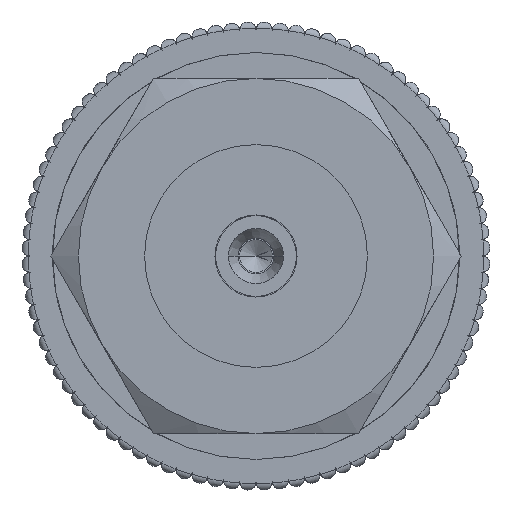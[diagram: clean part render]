
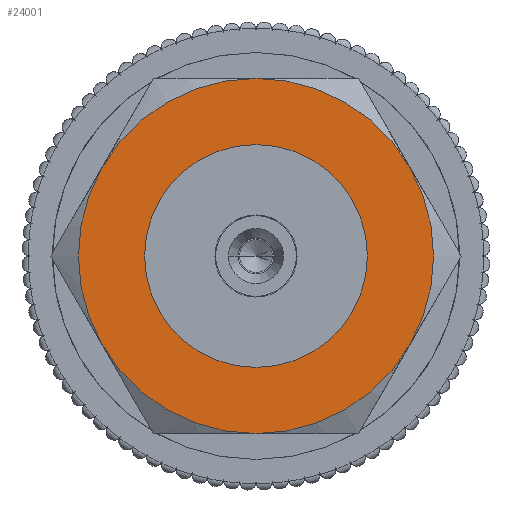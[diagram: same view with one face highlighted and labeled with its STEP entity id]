
A CAD part, left-side view. The second image highlights one B-rep face of the part: STEP entity #24001.
In plain terms, the highlighted planar face has unit normal (-1, 0, 0).
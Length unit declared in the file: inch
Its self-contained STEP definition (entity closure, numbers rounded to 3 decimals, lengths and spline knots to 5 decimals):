
#637 = AXIS2_PLACEMENT_3D ( 'NONE', #20423, #18294, #16281 ) ;
#884 = CARTESIAN_POINT ( 'NONE',  ( 0., 0., 0. ) ) ;
#935 = CARTESIAN_POINT ( 'NONE',  ( 0., 0., 0. ) ) ;
#1312 = DIRECTION ( 'NONE',  ( 1., 0., 0. ) ) ;
#1399 = CARTESIAN_POINT ( 'NONE',  ( 0., 0., 0. ) ) ;
#1916 = CARTESIAN_POINT ( 'NONE',  ( 0., 0.18753, 0.10827 ) ) ;
#2126 = ORIENTED_EDGE ( 'NONE', *, *, #12004, .F. ) ;
#2710 = CARTESIAN_POINT ( 'NONE',  ( 0., 0., 0. ) ) ;
#3184 = DIRECTION ( 'NONE',  ( 0., 0., -1. ) ) ;
#3267 = VERTEX_POINT ( 'NONE', #5518 ) ;
#3268 = CIRCLE ( 'NONE', #5402, 0.21654 ) ;
#3291 = CIRCLE ( 'NONE', #6711, 0.21654 ) ;
#3304 = CARTESIAN_POINT ( 'NONE',  ( 0., 0., 0. ) ) ;
#3305 = EDGE_CURVE ( 'NONE', #19005, #18377, #3291, .T. ) ;
#3335 = DIRECTION ( 'NONE',  ( 0., 0., -1. ) ) ;
#4017 = VERTEX_POINT ( 'NONE', #19584 ) ;
#4114 = DIRECTION ( 'NONE',  ( 0., 0., 1. ) ) ;
#4281 = ORIENTED_EDGE ( 'NONE', *, *, #5101, .F. ) ;
#4382 = ORIENTED_EDGE ( 'NONE', *, *, #3305, .F. ) ;
#4773 = ORIENTED_EDGE ( 'NONE', *, *, #9532, .F. ) ;
#4857 = CIRCLE ( 'NONE', #20605, 0.21654 ) ;
#4893 = AXIS2_PLACEMENT_3D ( 'NONE', #935, #23451, #3335 ) ;
#5101 = EDGE_CURVE ( 'NONE', #21450, #4017, #10002, .T. ) ;
#5229 = CARTESIAN_POINT ( 'NONE',  ( 0., 0., 0.21654 ) ) ;
#5402 = AXIS2_PLACEMENT_3D ( 'NONE', #21975, #11828, #3184 ) ;
#5518 = CARTESIAN_POINT ( 'NONE',  ( 0., 0., -0.13583 ) ) ;
#5781 = CIRCLE ( 'NONE', #22363, 0.21654 ) ;
#6033 = FACE_BOUND ( 'NONE', #11064, .T. ) ;
#6094 = CIRCLE ( 'NONE', #9082, 0.13583 ) ;
#6106 = DIRECTION ( 'NONE',  ( -1., 0., 0. ) ) ;
#6434 = DIRECTION ( 'NONE',  ( 1., 0., 0. ) ) ;
#6711 = AXIS2_PLACEMENT_3D ( 'NONE', #18176, #6434, #18031 ) ;
#6766 = EDGE_CURVE ( 'NONE', #15720, #18377, #5781, .T. ) ;
#7066 = AXIS2_PLACEMENT_3D ( 'NONE', #1399, #13646, #19793 ) ;
#8153 = FACE_OUTER_BOUND ( 'NONE', #17775, .T. ) ;
#8807 = CARTESIAN_POINT ( 'NONE',  ( 0., 0., 0.13583 ) ) ;
#8858 = DIRECTION ( 'NONE',  ( -1., 0., 0. ) ) ;
#9082 = AXIS2_PLACEMENT_3D ( 'NONE', #22107, #6106, #4114 ) ;
#9532 = EDGE_CURVE ( 'NONE', #3267, #25518, #25389, .T. ) ;
#10002 = CIRCLE ( 'NONE', #4893, 0.21654 ) ;
#10392 = EDGE_CURVE ( 'NONE', #15720, #21450, #20235, .T. ) ;
#11064 = EDGE_LOOP ( 'NONE', ( #23144, #4773 ) ) ;
#11754 = CARTESIAN_POINT ( 'NONE',  ( 0., -0.18753, 0.10827 ) ) ;
#11828 = DIRECTION ( 'NONE',  ( 1., 0., 0. ) ) ;
#12004 = EDGE_CURVE ( 'NONE', #12919, #19005, #3268, .T. ) ;
#12919 = VERTEX_POINT ( 'NONE', #15776 ) ;
#13646 = DIRECTION ( 'NONE',  ( 1., 0., 0. ) ) ;
#14454 = DIRECTION ( 'NONE',  ( 0., 0., 1. ) ) ;
#15031 = DIRECTION ( 'NONE',  ( 0., 0., -1. ) ) ;
#15720 = VERTEX_POINT ( 'NONE', #5229 ) ;
#15776 = CARTESIAN_POINT ( 'NONE',  ( 0., 0., -0.21654 ) ) ;
#16281 = DIRECTION ( 'NONE',  ( 0., 0., -1. ) ) ;
#16315 = EDGE_CURVE ( 'NONE', #25518, #3267, #6094, .T. ) ;
#17140 = DIRECTION ( 'NONE',  ( 0., 0., 1. ) ) ;
#17775 = EDGE_LOOP ( 'NONE', ( #2126, #18715, #4281, #20281, #22334, #4382 ) ) ;
#18031 = DIRECTION ( 'NONE',  ( 0., 0., -1. ) ) ;
#18176 = CARTESIAN_POINT ( 'NONE',  ( 0., 0., 0. ) ) ;
#18294 = DIRECTION ( 'NONE',  ( 1., 0., 0. ) ) ;
#18377 = VERTEX_POINT ( 'NONE', #1916 ) ;
#18715 = ORIENTED_EDGE ( 'NONE', *, *, #22937, .F. ) ;
#19005 = VERTEX_POINT ( 'NONE', #25939 ) ;
#19584 = CARTESIAN_POINT ( 'NONE',  ( 0., -0.18753, -0.10827 ) ) ;
#19793 = DIRECTION ( 'NONE',  ( 0., 0., -1. ) ) ;
#20235 = CIRCLE ( 'NONE', #7066, 0.21654 ) ;
#20281 = ORIENTED_EDGE ( 'NONE', *, *, #10392, .F. ) ;
#20423 = CARTESIAN_POINT ( 'NONE',  ( 0., 0., 0. ) ) ;
#20605 = AXIS2_PLACEMENT_3D ( 'NONE', #3304, #1312, #15031 ) ;
#21450 = VERTEX_POINT ( 'NONE', #11754 ) ;
#21975 = CARTESIAN_POINT ( 'NONE',  ( 0., 0., 0. ) ) ;
#22107 = CARTESIAN_POINT ( 'NONE',  ( 0., 0., 0. ) ) ;
#22281 = PLANE ( 'NONE',  #637 ) ;
#22334 = ORIENTED_EDGE ( 'NONE', *, *, #6766, .T. ) ;
#22363 = AXIS2_PLACEMENT_3D ( 'NONE', #884, #25536, #17140 ) ;
#22937 = EDGE_CURVE ( 'NONE', #4017, #12919, #4857, .T. ) ;
#23144 = ORIENTED_EDGE ( 'NONE', *, *, #16315, .F. ) ;
#23451 = DIRECTION ( 'NONE',  ( 1., 0., 0. ) ) ;
#24001 = ADVANCED_FACE ( 'NONE', ( #6033, #8153 ), #22281, .F. ) ;
#24961 = AXIS2_PLACEMENT_3D ( 'NONE', #2710, #8858, #14454 ) ;
#25389 = CIRCLE ( 'NONE', #24961, 0.13583 ) ;
#25518 = VERTEX_POINT ( 'NONE', #8807 ) ;
#25536 = DIRECTION ( 'NONE',  ( -1., 0., 0. ) ) ;
#25939 = CARTESIAN_POINT ( 'NONE',  ( 0., 0.18753, -0.10827 ) ) ;
